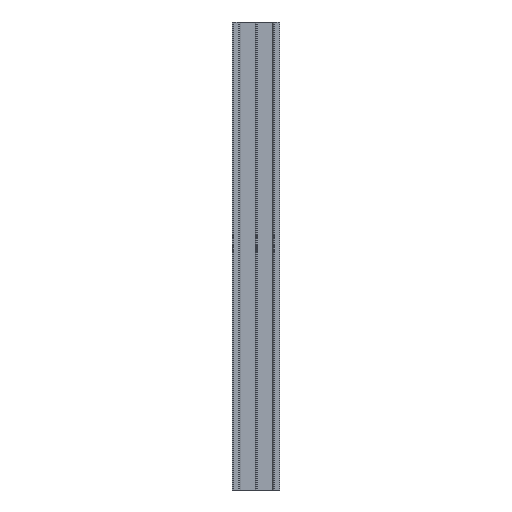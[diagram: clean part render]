
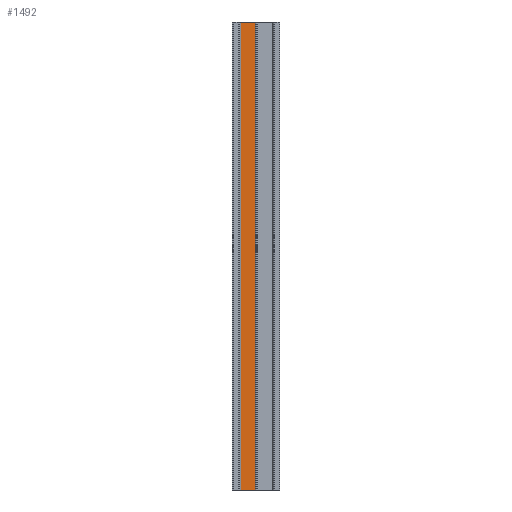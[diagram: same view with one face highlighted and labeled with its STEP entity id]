
A CAD part, front view. The second image highlights one B-rep face of the part: STEP entity #1492.
In plain terms, the highlighted planar face has unit normal (0, -1, 0).
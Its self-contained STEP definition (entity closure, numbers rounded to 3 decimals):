
#24 = DIRECTION ( 'NONE',  ( 0., 0., 1. ) ) ;
#25 = DIRECTION ( 'NONE',  ( 0., 1., 0. ) ) ;
#27 = PLANE ( 'NONE',  #426 ) ;
#34 = CARTESIAN_POINT ( 'NONE',  ( 689.505, 622.127, 1000. ) ) ;
#104 = CARTESIAN_POINT ( 'NONE',  ( 689.505, 622.127, 0. ) ) ;
#147 = DIRECTION ( 'NONE',  ( 1., 0., 0. ) ) ;
#385 = CARTESIAN_POINT ( 'NONE',  ( 646.005, 622.127, 1000. ) ) ;
#405 = EDGE_CURVE ( 'NONE', #2484, #2456, #1085, .T. ) ;
#426 = AXIS2_PLACEMENT_3D ( 'NONE', #34, #25, #24 ) ;
#440 = EDGE_CURVE ( 'NONE', #2598, #2484, #1151, .T. ) ;
#545 = EDGE_CURVE ( 'NONE', #2598, #2571, #1080, .T. ) ;
#609 = EDGE_CURVE ( 'NONE', #2571, #2456, #1384, .T. ) ;
#762 = FACE_OUTER_BOUND ( 'NONE', #1188, .T. ) ;
#884 = VECTOR ( 'NONE', #1632, 1000. ) ;
#919 = VECTOR ( 'NONE', #1666, 1000. ) ;
#955 = VECTOR ( 'NONE', #147, 1000. ) ;
#1080 = LINE ( 'NONE', #1637, #1449 ) ;
#1085 = LINE ( 'NONE', #1668, #919 ) ;
#1151 = LINE ( 'NONE', #1628, #884 ) ;
#1188 = EDGE_LOOP ( 'NONE', ( #2721, #2726, #2724, #2725 ) ) ;
#1384 = LINE ( 'NONE', #104, #955 ) ;
#1449 = VECTOR ( 'NONE', #1635, 1000. ) ;
#1492 = ADVANCED_FACE ( 'NONE', ( #762 ), #27, .F. ) ;
#1628 = CARTESIAN_POINT ( 'NONE',  ( 689.505, 622.127, 1000. ) ) ;
#1632 = DIRECTION ( 'NONE',  ( 1., 0., 0. ) ) ;
#1635 = DIRECTION ( 'NONE',  ( 0., 0., -1. ) ) ;
#1637 = CARTESIAN_POINT ( 'NONE',  ( 646.005, 622.127, 1000. ) ) ;
#1666 = DIRECTION ( 'NONE',  ( 0., 0., -1. ) ) ;
#1668 = CARTESIAN_POINT ( 'NONE',  ( 689.505, 622.127, 1000. ) ) ;
#1855 = CARTESIAN_POINT ( 'NONE',  ( 689.505, 622.127, 1000. ) ) ;
#2007 = CARTESIAN_POINT ( 'NONE',  ( 689.505, 622.127, 0. ) ) ;
#2043 = CARTESIAN_POINT ( 'NONE',  ( 646.005, 622.127, 0. ) ) ;
#2456 = VERTEX_POINT ( 'NONE', #2007 ) ;
#2484 = VERTEX_POINT ( 'NONE', #1855 ) ;
#2571 = VERTEX_POINT ( 'NONE', #2043 ) ;
#2598 = VERTEX_POINT ( 'NONE', #385 ) ;
#2721 = ORIENTED_EDGE ( 'NONE', *, *, #609, .T. ) ;
#2724 = ORIENTED_EDGE ( 'NONE', *, *, #440, .F. ) ;
#2725 = ORIENTED_EDGE ( 'NONE', *, *, #545, .T. ) ;
#2726 = ORIENTED_EDGE ( 'NONE', *, *, #405, .F. ) ;
